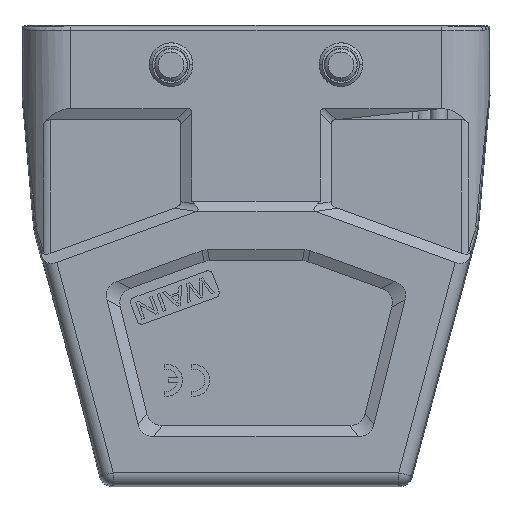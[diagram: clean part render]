
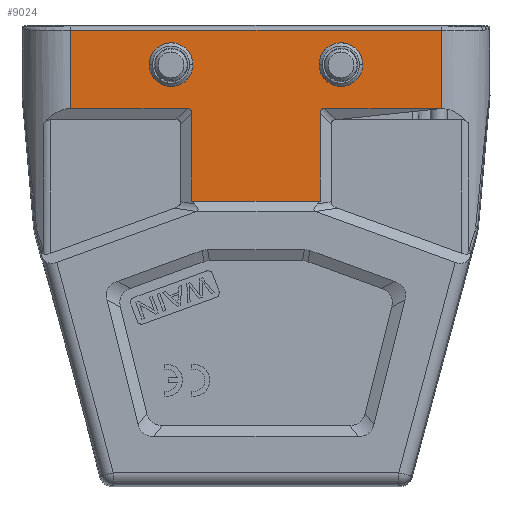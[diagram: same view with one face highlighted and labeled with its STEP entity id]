
A CAD part, front view. The second image highlights one B-rep face of the part: STEP entity #9024.
In plain terms, the highlighted planar face has unit normal (0, -1, 0).
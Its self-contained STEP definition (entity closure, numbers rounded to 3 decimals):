
#363=DIRECTION('',(0.,0.,1.));
#364=VECTOR('',#363,12.217);
#365=CARTESIAN_POINT('',(28.878,-21.5,-13.));
#366=LINE('',#365,#364);
#377=CARTESIAN_POINT('',(28.878,-21.5,
-0.783));
#392=DIRECTION('',(-1.,0.,0.));
#393=VECTOR('',#392,57.755);
#394=CARTESIAN_POINT('',(28.878,-21.5,
-0.783));
#395=LINE('',#394,#393);
#400=DIRECTION('',(-1.,0.,0.));
#401=VECTOR('',#400,18.128);
#402=CARTESIAN_POINT('',(28.878,-21.5,-13.));
#403=LINE('',#402,#401);
#404=CARTESIAN_POINT('',(10.75,-21.5,-13.));
#405=CARTESIAN_POINT('',(10.5,-21.5,-13.));
#406=CARTESIAN_POINT('',(10.138,-21.5,-13.138));
#407=CARTESIAN_POINT('',(10.,-21.5,-13.5));
#408=CARTESIAN_POINT('',(10.,-21.5,-13.75));
#410=DIRECTION('',(0.,0.,-1.));
#411=VECTOR('',#410,13.706);
#412=CARTESIAN_POINT('',(10.,-21.5,-13.75));
#413=LINE('',#412,#411);
#414=DIRECTION('',(0.,0.,1.));
#415=VECTOR('',#414,13.706);
#416=CARTESIAN_POINT('',(-10.,-21.5,-27.456));
#417=LINE('',#416,#415);
#418=CARTESIAN_POINT('',(-10.,-21.5,-13.75));
#419=CARTESIAN_POINT('',(-10.,-21.5,-13.5));
#420=CARTESIAN_POINT('',(-10.138,-21.5,-13.138));
#421=CARTESIAN_POINT('',(-10.5,-21.5,-13.));
#422=CARTESIAN_POINT('',(-10.75,-21.5,-13.));
#424=DIRECTION('',(-1.,0.,0.));
#425=VECTOR('',#424,18.128);
#426=CARTESIAN_POINT('',(-10.75,-21.5,-13.));
#427=LINE('',#426,#425);
#428=CARTESIAN_POINT('',(16.65,-21.5,-6.139));
#429=CARTESIAN_POINT('',(16.65,-21.5,-5.858));
#430=CARTESIAN_POINT('',(16.582,-21.5,-5.315));
#431=CARTESIAN_POINT('',(16.288,-21.5,-4.538));
#432=CARTESIAN_POINT('',(15.815,-21.5,-3.857));
#433=CARTESIAN_POINT('',(15.205,-21.5,-3.318));
#434=CARTESIAN_POINT('',(14.476,-21.5,-2.932));
#435=CARTESIAN_POINT('',(13.675,-21.5,-2.732));
#436=CARTESIAN_POINT('',(12.851,-21.5,-2.729));
#437=CARTESIAN_POINT('',(12.05,-21.5,-2.922));
#438=CARTESIAN_POINT('',(11.316,-21.5,-3.302));
#439=CARTESIAN_POINT('',(10.698,-21.5,-3.843));
#440=CARTESIAN_POINT('',(10.216,-21.5,-4.528));
#441=CARTESIAN_POINT('',(9.918,-21.5,-5.313));
#442=CARTESIAN_POINT('',(9.85,-21.5,-5.857));
#443=CARTESIAN_POINT('',(9.85,-21.5,-6.139));
#445=CARTESIAN_POINT('',(9.85,-21.5,-6.139));
#446=CARTESIAN_POINT('',(9.85,-21.5,-6.42));
#447=CARTESIAN_POINT('',(9.918,-21.5,-6.963));
#448=CARTESIAN_POINT('',(10.212,-21.5,-7.74));
#449=CARTESIAN_POINT('',(10.685,-21.5,-8.42));
#450=CARTESIAN_POINT('',(11.295,-21.5,-8.96));
#451=CARTESIAN_POINT('',(12.024,-21.5,-9.346));
#452=CARTESIAN_POINT('',(12.825,-21.5,-9.546));
#453=CARTESIAN_POINT('',(13.649,-21.5,-9.549));
#454=CARTESIAN_POINT('',(14.45,-21.5,-9.356));
#455=CARTESIAN_POINT('',(15.184,-21.5,-8.975));
#456=CARTESIAN_POINT('',(15.802,-21.5,-8.435));
#457=CARTESIAN_POINT('',(16.284,-21.5,-7.749));
#458=CARTESIAN_POINT('',(16.582,-21.5,-6.965));
#459=CARTESIAN_POINT('',(16.65,-21.5,-6.42));
#460=CARTESIAN_POINT('',(16.65,-21.5,-6.139));
#462=CARTESIAN_POINT('',(-9.85,-21.5,-6.139));
#463=CARTESIAN_POINT('',(-9.85,-21.5,-5.858));
#464=CARTESIAN_POINT('',(-9.918,-21.5,-5.315));
#465=CARTESIAN_POINT('',(-10.212,-21.5,-4.538));
#466=CARTESIAN_POINT('',(-10.685,-21.5,-3.857));
#467=CARTESIAN_POINT('',(-11.295,-21.5,-3.318));
#468=CARTESIAN_POINT('',(-12.024,-21.5,-2.932));
#469=CARTESIAN_POINT('',(-12.825,-21.5,-2.732));
#470=CARTESIAN_POINT('',(-13.649,-21.5,-2.729));
#471=CARTESIAN_POINT('',(-14.45,-21.5,-2.922));
#472=CARTESIAN_POINT('',(-15.184,-21.5,-3.302));
#473=CARTESIAN_POINT('',(-15.802,-21.5,-3.843));
#474=CARTESIAN_POINT('',(-16.284,-21.5,-4.528));
#475=CARTESIAN_POINT('',(-16.582,-21.5,-5.313));
#476=CARTESIAN_POINT('',(-16.65,-21.5,-5.857));
#477=CARTESIAN_POINT('',(-16.65,-21.5,-6.139));
#479=CARTESIAN_POINT('',(-16.65,-21.5,-6.139));
#480=CARTESIAN_POINT('',(-16.65,-21.5,-6.42));
#481=CARTESIAN_POINT('',(-16.582,-21.5,-6.963));
#482=CARTESIAN_POINT('',(-16.288,-21.5,-7.74));
#483=CARTESIAN_POINT('',(-15.815,-21.5,-8.42));
#484=CARTESIAN_POINT('',(-15.205,-21.5,-8.96));
#485=CARTESIAN_POINT('',(-14.476,-21.5,-9.346));
#486=CARTESIAN_POINT('',(-13.675,-21.5,-9.546));
#487=CARTESIAN_POINT('',(-12.851,-21.5,-9.549));
#488=CARTESIAN_POINT('',(-12.05,-21.5,-9.356));
#489=CARTESIAN_POINT('',(-11.316,-21.5,-8.975));
#490=CARTESIAN_POINT('',(-10.698,-21.5,-8.435));
#491=CARTESIAN_POINT('',(-10.216,-21.5,-7.749));
#492=CARTESIAN_POINT('',(-9.918,-21.5,-6.965));
#493=CARTESIAN_POINT('',(-9.85,-21.5,-6.42));
#494=CARTESIAN_POINT('',(-9.85,-21.5,-6.139));
#496=CARTESIAN_POINT('',(28.878,-21.5,-13.));
#666=DIRECTION('',(1.,0.,0.));
#667=VECTOR('',#666,20.);
#668=CARTESIAN_POINT('',(-10.,-21.5,-27.456));
#669=LINE('',#668,#667);
#753=DIRECTION('',(0.,0.,-1.));
#754=VECTOR('',#753,12.217);
#755=CARTESIAN_POINT('',(-28.878,-21.5,
-0.783));
#756=LINE('',#755,#754);
#7150=VERTEX_POINT('',#377);
#7155=VERTEX_POINT('',#496);
#7159=CARTESIAN_POINT('',(-28.878,-21.5,
-0.783));
#7160=VERTEX_POINT('',#7159);
#7163=CARTESIAN_POINT('',(10.75,-21.5,-13.));
#7164=VERTEX_POINT('',#7163);
#7165=VERTEX_POINT('',#408);
#7166=CARTESIAN_POINT('',(10.,-21.5,-27.456));
#7167=VERTEX_POINT('',#7166);
#7168=CARTESIAN_POINT('',(-10.,-21.5,-27.456));
#7169=VERTEX_POINT('',#7168);
#7170=CARTESIAN_POINT('',(-10.,-21.5,-13.75));
#7171=VERTEX_POINT('',#7170);
#7172=VERTEX_POINT('',#422);
#7173=CARTESIAN_POINT('',(-28.878,-21.5,-13.));
#7174=VERTEX_POINT('',#7173);
#7175=VERTEX_POINT('',#428);
#7176=VERTEX_POINT('',#443);
#7177=VERTEX_POINT('',#462);
#7178=VERTEX_POINT('',#477);
#8987=CARTESIAN_POINT('',(0.,-21.5,0.));
#8988=DIRECTION('',(0.,1.,0.));
#8989=DIRECTION('',(-1.,0.,0.));
#8990=AXIS2_PLACEMENT_3D('',#8987,#8988,#8989);
#8991=PLANE('',#8990);
#8992=ORIENTED_EDGE('',*,*,#8977,.F.);
#8993=ORIENTED_EDGE('',*,*,#8952,.F.);
#8995=ORIENTED_EDGE('',*,*,#8994,.T.);
#8997=ORIENTED_EDGE('',*,*,#8996,.T.);
#8999=ORIENTED_EDGE('',*,*,#8998,.T.);
#9001=ORIENTED_EDGE('',*,*,#9000,.F.);
#9003=ORIENTED_EDGE('',*,*,#9002,.T.);
#9005=ORIENTED_EDGE('',*,*,#9004,.T.);
#9007=ORIENTED_EDGE('',*,*,#9006,.T.);
#9009=ORIENTED_EDGE('',*,*,#9008,.F.);
#9010=EDGE_LOOP('',(#8992,#8993,#8995,#8997,#8999,#9001,#9003,#9005,#9007,
#9009));
#9011=FACE_OUTER_BOUND('',#9010,.F.);
#9013=ORIENTED_EDGE('',*,*,#9012,.T.);
#9015=ORIENTED_EDGE('',*,*,#9014,.T.);
#9016=EDGE_LOOP('',(#9013,#9015));
#9017=FACE_BOUND('',#9016,.F.);
#9019=ORIENTED_EDGE('',*,*,#9018,.T.);
#9021=ORIENTED_EDGE('',*,*,#9020,.T.);
#9022=EDGE_LOOP('',(#9019,#9021));
#9023=FACE_BOUND('',#9022,.F.);
#9024=ADVANCED_FACE('',(#9011,#9017,#9023),#8991,.F.);
#409=B_SPLINE_CURVE_WITH_KNOTS('',3,(#404,#405,#406,#407,#408),.UNSPECIFIED.,
.F.,.F.,(4,1,4),(0.,0.5,1.),.UNSPECIFIED.);
#423=B_SPLINE_CURVE_WITH_KNOTS('',3,(#418,#419,#420,#421,#422),.UNSPECIFIED.,
.F.,.F.,(4,1,4),(0.,0.5,1.),.UNSPECIFIED.);
#444=B_SPLINE_CURVE_WITH_KNOTS('',3,(#428,#429,#430,#431,#432,#433,#434,#435,
#436,#437,#438,#439,#440,#441,#442,#443),.UNSPECIFIED.,.F.,.F.,(4,1,1,1,1,1,1,1,
1,1,1,1,1,4),(0.,0.077,0.154,0.231,
0.308,0.385,0.462,0.538,
0.615,0.692,0.769,0.846,
0.923,1.),.UNSPECIFIED.);
#461=B_SPLINE_CURVE_WITH_KNOTS('',3,(#445,#446,#447,#448,#449,#450,#451,#452,
#453,#454,#455,#456,#457,#458,#459,#460),.UNSPECIFIED.,.F.,.F.,(4,1,1,1,1,1,1,1,
1,1,1,1,1,4),(0.,0.077,0.154,0.231,
0.308,0.385,0.462,0.538,
0.615,0.692,0.769,0.846,
0.923,1.),.UNSPECIFIED.);
#478=B_SPLINE_CURVE_WITH_KNOTS('',3,(#462,#463,#464,#465,#466,#467,#468,#469,
#470,#471,#472,#473,#474,#475,#476,#477),.UNSPECIFIED.,.F.,.F.,(4,1,1,1,1,1,1,1,
1,1,1,1,1,4),(0.,0.077,0.154,0.231,
0.308,0.385,0.462,0.538,
0.615,0.692,0.769,0.846,
0.923,1.),.UNSPECIFIED.);
#495=B_SPLINE_CURVE_WITH_KNOTS('',3,(#479,#480,#481,#482,#483,#484,#485,#486,
#487,#488,#489,#490,#491,#492,#493,#494),.UNSPECIFIED.,.F.,.F.,(4,1,1,1,1,1,1,1,
1,1,1,1,1,4),(0.,0.077,0.154,0.231,
0.308,0.385,0.462,0.538,
0.615,0.692,0.769,0.846,
0.923,1.),.UNSPECIFIED.);
#8952=EDGE_CURVE('',#7155,#7150,#366,.T.);
#8977=EDGE_CURVE('',#7150,#7160,#395,.T.);
#8994=EDGE_CURVE('',#7155,#7164,#403,.T.);
#8996=EDGE_CURVE('',#7164,#7165,#409,.T.);
#8998=EDGE_CURVE('',#7165,#7167,#413,.T.);
#9000=EDGE_CURVE('',#7169,#7167,#669,.T.);
#9002=EDGE_CURVE('',#7169,#7171,#417,.T.);
#9004=EDGE_CURVE('',#7171,#7172,#423,.T.);
#9006=EDGE_CURVE('',#7172,#7174,#427,.T.);
#9008=EDGE_CURVE('',#7160,#7174,#756,.T.);
#9012=EDGE_CURVE('',#7175,#7176,#444,.T.);
#9014=EDGE_CURVE('',#7176,#7175,#461,.T.);
#9018=EDGE_CURVE('',#7177,#7178,#478,.T.);
#9020=EDGE_CURVE('',#7178,#7177,#495,.T.);
